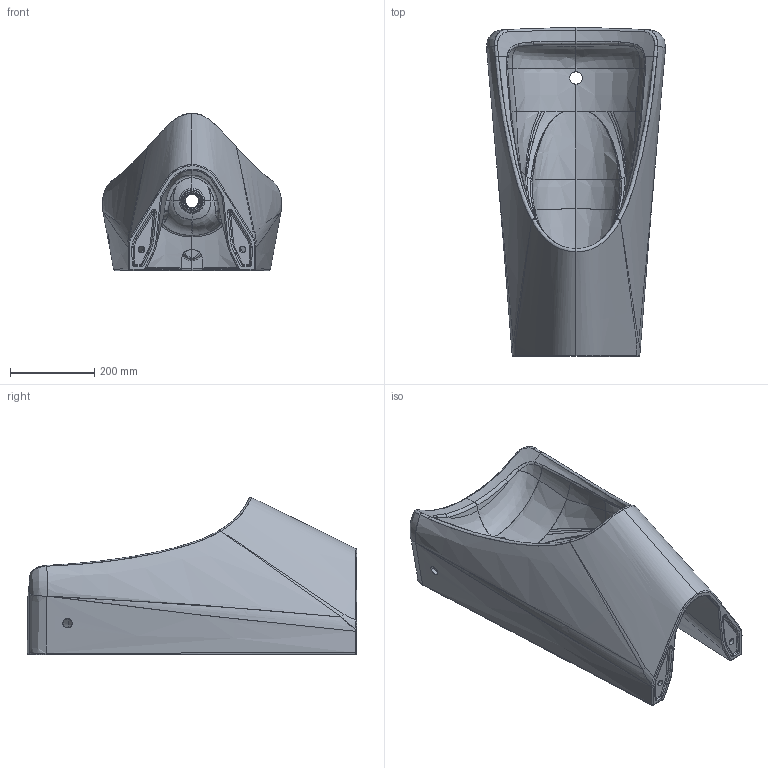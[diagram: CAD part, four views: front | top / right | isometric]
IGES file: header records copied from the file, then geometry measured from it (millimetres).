
Start section: JAMA-IS VERSION  1.0  PTC IGES file: prt0001_5.igs
Global section: file name: prt0001_5.igs; native system: Creo Parametric by PTC Inc.; preprocessor: 2021072; author: 10113220; organization: Unknown; date: 20220816.095854; units: millimetre
Bounding box: 424.77 x 779.98 x 372.06 mm (x, y, z)
Surface area: 2417560.2 mm2 (no closed solid volume)
Topology: 0 solids, 0 shells, 1205 faces, 6608 edges, 7256 vertices
Faces by surface type: bspline 1205
